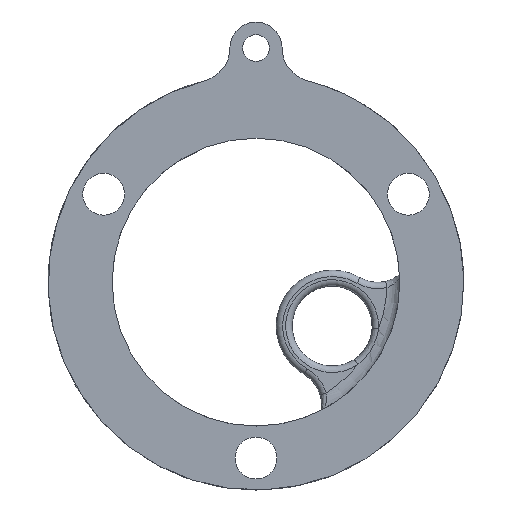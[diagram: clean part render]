
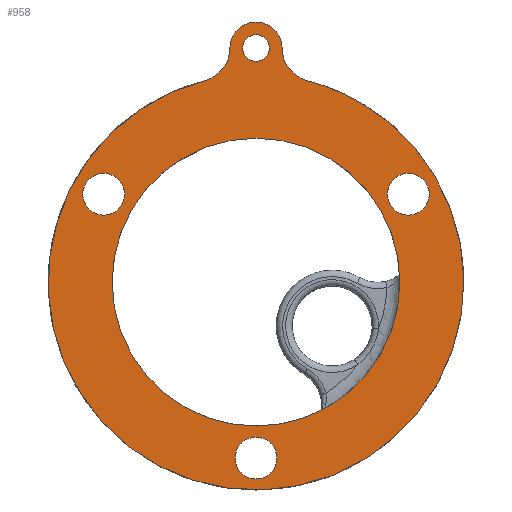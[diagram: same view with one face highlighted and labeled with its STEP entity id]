
A CAD part, front view. The second image highlights one B-rep face of the part: STEP entity #958.
In plain terms, the highlighted planar face has unit normal (0, -1, 0).
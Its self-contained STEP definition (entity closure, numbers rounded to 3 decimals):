
#56=FACE_BOUND('',#264,.T.);
#57=FACE_BOUND('',#265,.T.);
#58=FACE_BOUND('',#266,.T.);
#59=FACE_BOUND('',#267,.T.);
#60=FACE_BOUND('',#268,.T.);
#77=PLANE('',#1070);
#205=FACE_OUTER_BOUND('',#263,.T.);
#263=EDGE_LOOP('',(#709,#710,#711,#712,#713));
#264=EDGE_LOOP('',(#714));
#265=EDGE_LOOP('',(#715));
#266=EDGE_LOOP('',(#716));
#267=EDGE_LOOP('',(#717));
#268=EDGE_LOOP('',(#718));
#320=CIRCLE('',#1028,2.088);
#330=CIRCLE('',#1043,5.264);
#331=CIRCLE('',#1045,4.088);
#332=CIRCLE('',#1047,5.264);
#345=CIRCLE('',#1065,3.275);
#346=CIRCLE('',#1067,3.275);
#347=CIRCLE('',#1069,3.275);
#348=CIRCLE('',#1071,32.5);
#349=CIRCLE('',#1072,32.5);
#350=CIRCLE('',#1073,22.5);
#401=VERTEX_POINT('',#1475);
#410=VERTEX_POINT('',#1516);
#411=VERTEX_POINT('',#1518);
#412=VERTEX_POINT('',#1522);
#413=VERTEX_POINT('',#1526);
#436=VERTEX_POINT('',#1588);
#437=VERTEX_POINT('',#1592);
#438=VERTEX_POINT('',#1596);
#439=VERTEX_POINT('',#1600);
#440=VERTEX_POINT('',#1603);
#495=EDGE_CURVE('',#401,#401,#320,.T.);
#508=EDGE_CURVE('',#410,#411,#330,.T.);
#511=EDGE_CURVE('',#410,#412,#331,.T.);
#513=EDGE_CURVE('',#413,#412,#332,.T.);
#537=EDGE_CURVE('',#436,#436,#345,.T.);
#539=EDGE_CURVE('',#437,#437,#346,.T.);
#541=EDGE_CURVE('',#438,#438,#347,.T.);
#542=EDGE_CURVE('',#413,#439,#348,.T.);
#543=EDGE_CURVE('',#439,#411,#349,.T.);
#544=EDGE_CURVE('',#440,#440,#350,.T.);
#709=ORIENTED_EDGE('',*,*,#542,.T.);
#710=ORIENTED_EDGE('',*,*,#543,.T.);
#711=ORIENTED_EDGE('',*,*,#508,.F.);
#712=ORIENTED_EDGE('',*,*,#511,.T.);
#713=ORIENTED_EDGE('',*,*,#513,.F.);
#714=ORIENTED_EDGE('',*,*,#495,.T.);
#715=ORIENTED_EDGE('',*,*,#537,.T.);
#716=ORIENTED_EDGE('',*,*,#539,.T.);
#717=ORIENTED_EDGE('',*,*,#541,.T.);
#718=ORIENTED_EDGE('',*,*,#544,.T.);
#958=ADVANCED_FACE('',(#205,#56,#57,#58,#59,#60),#77,.F.);
#1028=AXIS2_PLACEMENT_3D('',#1477,#1172,#1173);
#1043=AXIS2_PLACEMENT_3D('',#1519,#1203,#1204);
#1045=AXIS2_PLACEMENT_3D('',#1524,#1209,#1210);
#1047=AXIS2_PLACEMENT_3D('',#1528,#1214,#1215);
#1065=AXIS2_PLACEMENT_3D('',#1590,#1259,#1260);
#1067=AXIS2_PLACEMENT_3D('',#1594,#1264,#1265);
#1069=AXIS2_PLACEMENT_3D('',#1598,#1269,#1270);
#1070=AXIS2_PLACEMENT_3D('',#1599,#1271,#1272);
#1071=AXIS2_PLACEMENT_3D('',#1601,#1273,#1274);
#1072=AXIS2_PLACEMENT_3D('',#1602,#1275,#1276);
#1073=AXIS2_PLACEMENT_3D('',#1604,#1277,#1278);
#1172=DIRECTION('center_axis',(0.,1.,0.));
#1173=DIRECTION('ref_axis',(1.,0.,0.));
#1203=DIRECTION('center_axis',(0.,-1.,0.));
#1204=DIRECTION('ref_axis',(-1.,0.,0.));
#1209=DIRECTION('center_axis',(0.,-1.,0.));
#1210=DIRECTION('ref_axis',(1.,0.,0.));
#1214=DIRECTION('center_axis',(0.,-1.,0.));
#1215=DIRECTION('ref_axis',(0.248,0.,-0.969));
#1259=DIRECTION('center_axis',(0.,1.,0.));
#1260=DIRECTION('ref_axis',(-0.5,0.,-0.866));
#1264=DIRECTION('center_axis',(0.,1.,0.));
#1265=DIRECTION('ref_axis',(-0.5,0.,0.866));
#1269=DIRECTION('center_axis',(0.,1.,0.));
#1270=DIRECTION('ref_axis',(1.,0.,0.));
#1271=DIRECTION('center_axis',(0.,1.,0.));
#1272=DIRECTION('ref_axis',(1.,0.,0.));
#1273=DIRECTION('center_axis',(0.,-1.,0.));
#1274=DIRECTION('ref_axis',(1.,0.,0.));
#1275=DIRECTION('center_axis',(0.,-1.,0.));
#1276=DIRECTION('ref_axis',(1.,0.,0.));
#1277=DIRECTION('center_axis',(0.,1.,0.));
#1278=DIRECTION('ref_axis',(1.,0.,0.));
#1475=CARTESIAN_POINT('',(-2.088,-22.,36.588));
#1477=CARTESIAN_POINT('Origin',(0.,-22.,36.588));
#1516=CARTESIAN_POINT('',(4.088,-22.,36.588));
#1518=CARTESIAN_POINT('',(8.048,-22.,31.488));
#1519=CARTESIAN_POINT('Origin',(9.351,-22.,36.588));
#1522=CARTESIAN_POINT('',(-4.088,-22.,36.588));
#1524=CARTESIAN_POINT('Origin',(0.,-22.,36.588));
#1526=CARTESIAN_POINT('',(-8.048,-22.,31.488));
#1528=CARTESIAN_POINT('Origin',(-9.351,-22.,36.588));
#1588=CARTESIAN_POINT('',(-22.178,-22.,16.586));
#1590=CARTESIAN_POINT('Origin',(-23.816,-22.,13.75));
#1592=CARTESIAN_POINT('',(25.453,-22.,10.914));
#1594=CARTESIAN_POINT('Origin',(23.816,-22.,13.75));
#1596=CARTESIAN_POINT('',(-3.275,-22.,-27.5));
#1598=CARTESIAN_POINT('Origin',(0.,-22.,-27.5));
#1599=CARTESIAN_POINT('Origin',(0.,-22.,0.));
#1600=CARTESIAN_POINT('',(16.25,-22.,28.146));
#1601=CARTESIAN_POINT('Origin',(0.,-22.,0.));
#1602=CARTESIAN_POINT('Origin',(0.,-22.,0.));
#1603=CARTESIAN_POINT('',(11.25,-22.,19.486));
#1604=CARTESIAN_POINT('Origin',(0.,-22.,0.));
